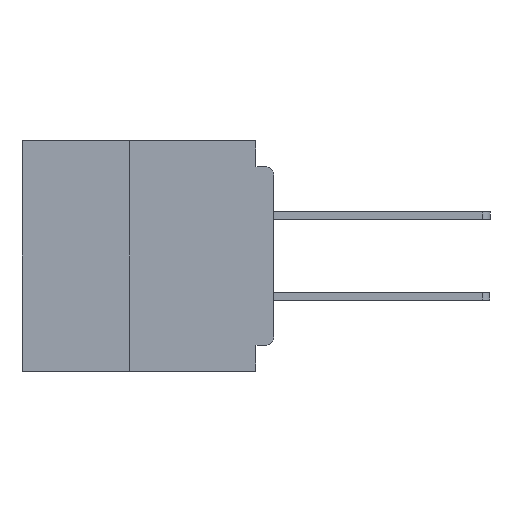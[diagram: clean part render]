
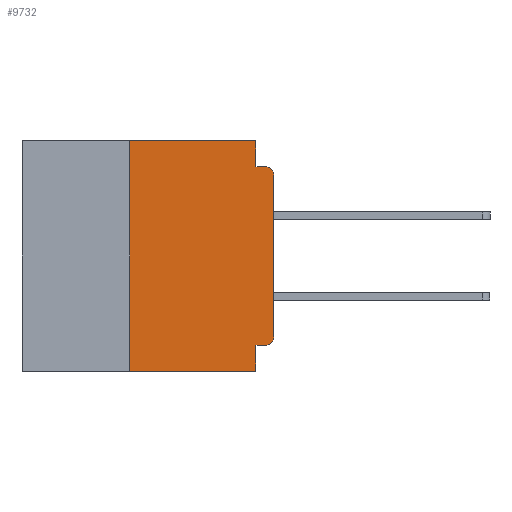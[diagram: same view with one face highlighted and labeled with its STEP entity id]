
A CAD part, left-side view. The second image highlights one B-rep face of the part: STEP entity #9732.
In plain terms, the highlighted planar face has unit normal (-1, 0, 0).
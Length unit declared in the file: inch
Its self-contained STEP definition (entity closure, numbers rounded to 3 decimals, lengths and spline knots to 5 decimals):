
#836 = PLANE ( 'NONE',  #23578 ) ;
#962 = VECTOR ( 'NONE', #9618, 39.37008 ) ;
#2161 = CARTESIAN_POINT ( 'NONE',  ( 0., 0.015, -0.06 ) ) ;
#2738 = CARTESIAN_POINT ( 'NONE',  ( 0., 0., -0.045 ) ) ;
#5286 = CARTESIAN_POINT ( 'NONE',  ( 0., 0., -0.34 ) ) ;
#5328 = FACE_OUTER_BOUND ( 'NONE', #6465, .T. ) ;
#5541 = EDGE_CURVE ( 'NONE', #29846, #41617, #30356, .T. ) ;
#5598 = CARTESIAN_POINT ( 'NONE',  ( 0., 0.015, -0.34 ) ) ;
#5822 = DIRECTION ( 'NONE',  ( 0., 0., -1. ) ) ;
#5948 = LINE ( 'NONE', #37941, #24022 ) ;
#6465 = EDGE_LOOP ( 'NONE', ( #10731, #10870, #31676, #17802, #24393, #41393, #35388, #42818, #38770, #21140 ) ) ;
#6819 = CARTESIAN_POINT ( 'NONE',  ( 0., 0., -0.355 ) ) ;
#7634 = CARTESIAN_POINT ( 'NONE',  ( 0., 0.25, -0.4 ) ) ;
#8373 = EDGE_CURVE ( 'NONE', #43263, #32547, #5948, .T. ) ;
#8898 = CARTESIAN_POINT ( 'NONE',  ( 0., 0.437, 0. ) ) ;
#9239 = DIRECTION ( 'NONE',  ( 0., 0., -1. ) ) ;
#9462 = CARTESIAN_POINT ( 'NONE',  ( 0., 0.031, -0.045 ) ) ;
#9618 = DIRECTION ( 'NONE',  ( 0., 0., 1. ) ) ;
#9732 = ADVANCED_FACE ( 'NONE', ( #5328 ), #836, .F. ) ;
#10466 = DIRECTION ( 'NONE',  ( 0., 1., 0. ) ) ;
#10632 = LINE ( 'NONE', #31194, #962 ) ;
#10633 = VERTEX_POINT ( 'NONE', #42490 ) ;
#10731 = ORIENTED_EDGE ( 'NONE', *, *, #35400, .T. ) ;
#10870 = ORIENTED_EDGE ( 'NONE', *, *, #18655, .T. ) ;
#10950 = EDGE_CURVE ( 'NONE', #16926, #29846, #18173, .T. ) ;
#11819 = DIRECTION ( 'NONE',  ( 0., 0., -1. ) ) ;
#12164 = CARTESIAN_POINT ( 'NONE',  ( 0., 0.031, -0.355 ) ) ;
#12876 = CARTESIAN_POINT ( 'NONE',  ( 0., 0.031, -0.4 ) ) ;
#13639 = VECTOR ( 'NONE', #10466, 39.37008 ) ;
#13640 = DIRECTION ( 'NONE',  ( 0., -1., 0. ) ) ;
#13725 = VECTOR ( 'NONE', #16509, 39.37008 ) ;
#13829 = AXIS2_PLACEMENT_3D ( 'NONE', #2161, #27422, #5822 ) ;
#13878 = EDGE_CURVE ( 'NONE', #19777, #32547, #41282, .T. ) ;
#14669 = CARTESIAN_POINT ( 'NONE',  ( 0., 0., -0.06 ) ) ;
#14717 = EDGE_CURVE ( 'NONE', #33526, #19777, #33903, .T. ) ;
#14992 = EDGE_CURVE ( 'NONE', #10633, #16926, #39500, .T. ) ;
#15426 = CARTESIAN_POINT ( 'NONE',  ( 0., 0.031, 0. ) ) ;
#16405 = DIRECTION ( 'NONE',  ( 0., -1., 0. ) ) ;
#16509 = DIRECTION ( 'NONE',  ( 0., 0., -1. ) ) ;
#16926 = VERTEX_POINT ( 'NONE', #24041 ) ;
#16957 = VECTOR ( 'NONE', #17286, 39.37008 ) ;
#17196 = VERTEX_POINT ( 'NONE', #14669 ) ;
#17286 = DIRECTION ( 'NONE',  ( 0., 0., 1. ) ) ;
#17802 = ORIENTED_EDGE ( 'NONE', *, *, #10950, .F. ) ;
#18173 = LINE ( 'NONE', #15426, #36132 ) ;
#18655 = EDGE_CURVE ( 'NONE', #17196, #41617, #26874, .T. ) ;
#18858 = CARTESIAN_POINT ( 'NONE',  ( 0., 0.437, 0. ) ) ;
#19018 = DIRECTION ( 'NONE',  ( 1., 0., 0. ) ) ;
#19777 = VERTEX_POINT ( 'NONE', #12164 ) ;
#21140 = ORIENTED_EDGE ( 'NONE', *, *, #21589, .T. ) ;
#21589 = EDGE_CURVE ( 'NONE', #33526, #24827, #39123, .T. ) ;
#21923 = VECTOR ( 'NONE', #13640, 39.37008 ) ;
#23578 = AXIS2_PLACEMENT_3D ( 'NONE', #18858, #19018, #44111 ) ;
#24022 = VECTOR ( 'NONE', #16405, 39.37008 ) ;
#24041 = CARTESIAN_POINT ( 'NONE',  ( 0., 0.031, 0. ) ) ;
#24393 = ORIENTED_EDGE ( 'NONE', *, *, #14992, .F. ) ;
#24827 = VERTEX_POINT ( 'NONE', #5286 ) ;
#26545 = CARTESIAN_POINT ( 'NONE',  ( 0., 0.015, -0.045 ) ) ;
#26874 = CIRCLE ( 'NONE', #13829, 0.015 ) ;
#27422 = DIRECTION ( 'NONE',  ( -1., 0., 0. ) ) ;
#29846 = VERTEX_POINT ( 'NONE', #9462 ) ;
#29968 = VECTOR ( 'NONE', #30639, 39.37008 ) ;
#30356 = LINE ( 'NONE', #2738, #21923 ) ;
#30639 = DIRECTION ( 'NONE',  ( 0., -1., 0. ) ) ;
#30802 = DIRECTION ( 'NONE',  ( -1., 0., 0. ) ) ;
#31194 = CARTESIAN_POINT ( 'NONE',  ( 0., 0.25, -0.4 ) ) ;
#31676 = ORIENTED_EDGE ( 'NONE', *, *, #5541, .F. ) ;
#32547 = VERTEX_POINT ( 'NONE', #38428 ) ;
#33526 = VERTEX_POINT ( 'NONE', #33612 ) ;
#33612 = CARTESIAN_POINT ( 'NONE',  ( 0., 0.015, -0.355 ) ) ;
#33903 = LINE ( 'NONE', #6819, #13639 ) ;
#35192 = CARTESIAN_POINT ( 'NONE',  ( 0., 0., 0. ) ) ;
#35388 = ORIENTED_EDGE ( 'NONE', *, *, #8373, .T. ) ;
#35400 = EDGE_CURVE ( 'NONE', #24827, #17196, #37172, .T. ) ;
#36132 = VECTOR ( 'NONE', #11819, 39.37008 ) ;
#36583 = EDGE_CURVE ( 'NONE', #43263, #10633, #10632, .T. ) ;
#37172 = LINE ( 'NONE', #35192, #16957 ) ;
#37941 = CARTESIAN_POINT ( 'NONE',  ( 0., 0.437, -0.4 ) ) ;
#38428 = CARTESIAN_POINT ( 'NONE',  ( 0., 0.031, -0.4 ) ) ;
#38770 = ORIENTED_EDGE ( 'NONE', *, *, #14717, .F. ) ;
#39123 = CIRCLE ( 'NONE', #41926, 0.015 ) ;
#39500 = LINE ( 'NONE', #8898, #29968 ) ;
#41282 = LINE ( 'NONE', #12876, #13725 ) ;
#41393 = ORIENTED_EDGE ( 'NONE', *, *, #36583, .F. ) ;
#41617 = VERTEX_POINT ( 'NONE', #26545 ) ;
#41926 = AXIS2_PLACEMENT_3D ( 'NONE', #5598, #30802, #9239 ) ;
#42490 = CARTESIAN_POINT ( 'NONE',  ( 0., 0.25, 0. ) ) ;
#42818 = ORIENTED_EDGE ( 'NONE', *, *, #13878, .F. ) ;
#43263 = VERTEX_POINT ( 'NONE', #7634 ) ;
#44111 = DIRECTION ( 'NONE',  ( 0., 0., -1. ) ) ;
